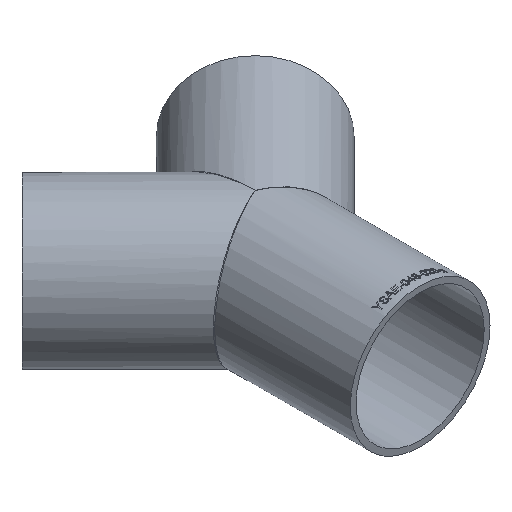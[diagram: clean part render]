
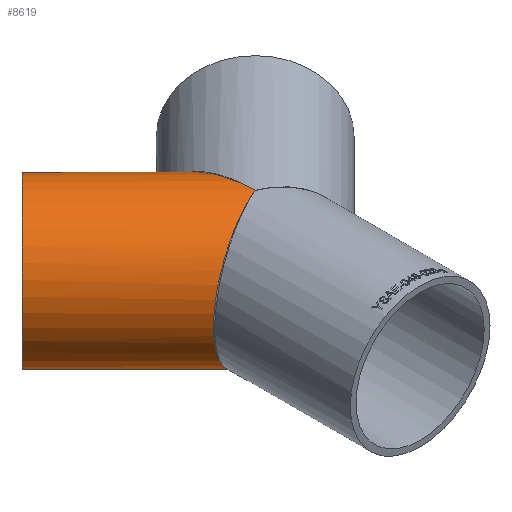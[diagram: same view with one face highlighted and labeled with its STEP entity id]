
A CAD part, isometric view. The second image highlights one B-rep face of the part: STEP entity #8619.
In plain terms, the highlighted cylindrical face has radius 24.15 mm (diameter 48.3 mm), a full revolution.
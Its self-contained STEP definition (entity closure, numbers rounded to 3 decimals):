
#229 = AXIS2_PLACEMENT_3D ( 'NONE', #8057, #9412, #3214 ) ;
#761 = EDGE_CURVE ( 'NONE', #2759, #2759, #8267, .T. ) ;
#1267 = CARTESIAN_POINT ( 'NONE',  ( -0.679, 68.985, -24.15 ) ) ;
#1793 = CYLINDRICAL_SURFACE ( 'NONE', #229, 24.15 ) ;
#2759 = VERTEX_POINT ( 'NONE', #5999 ) ;
#3214 = DIRECTION ( 'NONE',  ( -0.707, -0.707, 0. ) ) ;
#4521 = CARTESIAN_POINT ( 'NONE',  ( 0., 0., 24.15 ) ) ;
#4725 = EDGE_CURVE ( 'NONE', #15926, #8811, #7246, .T. ) ;
#4869 = DIRECTION ( 'NONE',  ( -0.707, 0.707, 0. ) ) ;
#5757 = CARTESIAN_POINT ( 'NONE',  ( 0., 0., 24.15 ) ) ;
#5999 = CARTESIAN_POINT ( 'NONE',  ( -57.382, 23.228, 0. ) ) ;
#6638 =( BOUNDED_CURVE ( )  B_SPLINE_CURVE ( 3, ( #5757, #7120, #1267, #14346 ),
 .UNSPECIFIED., .F., .F. ) 
 B_SPLINE_CURVE_WITH_KNOTS ( ( 4, 4 ),
 ( 1.571, 4.712 ),
 .UNSPECIFIED. ) 
 CURVE ( )  GEOMETRIC_REPRESENTATION_ITEM ( )  RATIONAL_B_SPLINE_CURVE ( ( 1., 0.333, 0.333, 1. ) ) 
 REPRESENTATION_ITEM ( '' )  );
#7120 = CARTESIAN_POINT ( 'NONE',  ( -0.679, 68.985, 24.15 ) ) ;
#7246 =( BOUNDED_CURVE ( )  B_SPLINE_CURVE ( 3, ( #14598, #14885, #17883, #4521 ),
 .UNSPECIFIED., .F., .F. ) 
 B_SPLINE_CURVE_WITH_KNOTS ( ( 4, 4 ),
 ( 4.712, 7.854 ),
 .UNSPECIFIED. ) 
 CURVE ( )  GEOMETRIC_REPRESENTATION_ITEM ( )  RATIONAL_B_SPLINE_CURVE ( ( 1., 0.333, 0.333, 1. ) ) 
 REPRESENTATION_ITEM ( '' )  );
#8037 = DIRECTION ( 'NONE',  ( -0.707, -0.707, 0. ) ) ;
#8057 = CARTESIAN_POINT ( 'NONE',  ( 18.855, -18.855, 0. ) ) ;
#8267 = CIRCLE ( 'NONE', #17886, 24.15 ) ;
#8619 = ADVANCED_FACE ( 'NONE', ( #10782, #16800 ), #1793, .T. ) ;
#8811 = VERTEX_POINT ( 'NONE', #18417 ) ;
#9412 = DIRECTION ( 'NONE',  ( -0.707, 0.707, 0. ) ) ;
#10402 = CARTESIAN_POINT ( 'NONE',  ( -40.305, 40.305, 0. ) ) ;
#10782 = FACE_OUTER_BOUND ( 'NONE', #16685, .T. ) ;
#13104 = ORIENTED_EDGE ( 'NONE', *, *, #16101, .T. ) ;
#14346 = CARTESIAN_POINT ( 'NONE',  ( 0., 0., -24.15 ) ) ;
#14598 = CARTESIAN_POINT ( 'NONE',  ( 0., 0., -24.15 ) ) ;
#14885 = CARTESIAN_POINT ( 'NONE',  ( -48.581, -19.725, -24.15 ) ) ;
#15474 = CARTESIAN_POINT ( 'NONE',  ( 0., 0., -24.15 ) ) ;
#15926 = VERTEX_POINT ( 'NONE', #15474 ) ;
#16101 = EDGE_CURVE ( 'NONE', #8811, #15926, #6638, .T. ) ;
#16236 = ORIENTED_EDGE ( 'NONE', *, *, #4725, .T. ) ;
#16685 = EDGE_LOOP ( 'NONE', ( #13104, #16236 ) ) ;
#16800 = FACE_OUTER_BOUND ( 'NONE', #17884, .T. ) ;
#17883 = CARTESIAN_POINT ( 'NONE',  ( -48.581, -19.725, 24.15 ) ) ;
#17884 = EDGE_LOOP ( 'NONE', ( #18363 ) ) ;
#17886 = AXIS2_PLACEMENT_3D ( 'NONE', #10402, #4869, #8037 ) ;
#18363 = ORIENTED_EDGE ( 'NONE', *, *, #761, .F. ) ;
#18417 = CARTESIAN_POINT ( 'NONE',  ( 0., 0., 24.15 ) ) ;
